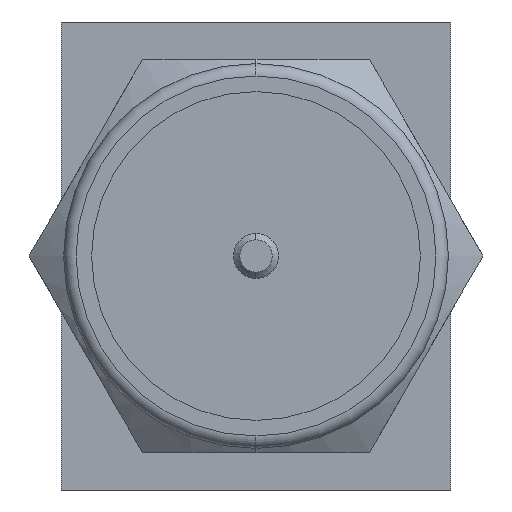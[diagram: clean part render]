
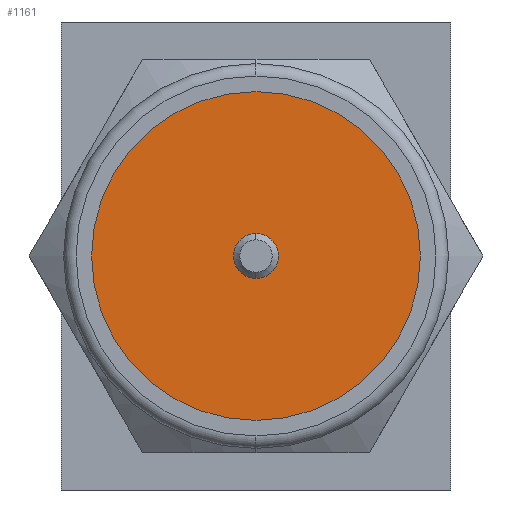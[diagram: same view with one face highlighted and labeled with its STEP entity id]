
A CAD part, left-side view. The second image highlights one B-rep face of the part: STEP entity #1161.
In plain terms, the highlighted planar face has unit normal (-1, 0, 0).
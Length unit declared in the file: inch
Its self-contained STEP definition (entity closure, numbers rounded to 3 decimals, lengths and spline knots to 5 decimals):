
#29 = ORIENTED_EDGE ( 'NONE', *, *, #1282, .T. ) ;
#48 = DIRECTION ( 'NONE',  ( 0., 0., 1. ) ) ;
#71 = VERTEX_POINT ( 'NONE', #1347 ) ;
#81 = AXIS2_PLACEMENT_3D ( 'NONE', #1501, #532, #1537 ) ;
#178 = CARTESIAN_POINT ( 'NONE',  ( -0.307, 0., 0. ) ) ;
#197 = DIRECTION ( 'NONE',  ( -1., 0., 0. ) ) ;
#273 = DIRECTION ( 'NONE',  ( -1., 0., 0. ) ) ;
#297 = EDGE_LOOP ( 'NONE', ( #29, #999 ) ) ;
#422 = AXIS2_PLACEMENT_3D ( 'NONE', #1746, #1737, #1058 ) ;
#439 = CARTESIAN_POINT ( 'NONE',  ( -0.307, 0., 0. ) ) ;
#457 = VERTEX_POINT ( 'NONE', #1323 ) ;
#460 = EDGE_CURVE ( 'NONE', #457, #1734, #1444, .T. ) ;
#532 = DIRECTION ( 'NONE',  ( -1., 0., 0. ) ) ;
#546 = ORIENTED_EDGE ( 'NONE', *, *, #1380, .F. ) ;
#568 = AXIS2_PLACEMENT_3D ( 'NONE', #439, #1008, #1572 ) ;
#575 = EDGE_LOOP ( 'NONE', ( #546, #1381 ) ) ;
#793 = EDGE_CURVE ( 'NONE', #1379, #71, #1099, .T. ) ;
#857 = FACE_BOUND ( 'NONE', #575, .T. ) ;
#868 = FACE_OUTER_BOUND ( 'NONE', #297, .T. ) ;
#999 = ORIENTED_EDGE ( 'NONE', *, *, #793, .T. ) ;
#1008 = DIRECTION ( 'NONE',  ( -1., 0., 0. ) ) ;
#1058 = DIRECTION ( 'NONE',  ( 0., 0., 1. ) ) ;
#1099 = CIRCLE ( 'NONE', #1813, 0.13171 ) ;
#1141 = DIRECTION ( 'NONE',  ( 0., 0., 1. ) ) ;
#1159 = PLANE ( 'NONE',  #568 ) ;
#1161 = ADVANCED_FACE ( 'NONE', ( #857, #868 ), #1159, .T. ) ;
#1185 = CIRCLE ( 'NONE', #81, 0.018 ) ;
#1282 = EDGE_CURVE ( 'NONE', #71, #1379, #1544, .T. ) ;
#1323 = CARTESIAN_POINT ( 'NONE',  ( -0.307, 0., 0.018 ) ) ;
#1347 = CARTESIAN_POINT ( 'NONE',  ( -0.307, 0., 0.13171 ) ) ;
#1379 = VERTEX_POINT ( 'NONE', #1784 ) ;
#1380 = EDGE_CURVE ( 'NONE', #1734, #457, #1185, .T. ) ;
#1381 = ORIENTED_EDGE ( 'NONE', *, *, #460, .F. ) ;
#1398 = AXIS2_PLACEMENT_3D ( 'NONE', #178, #197, #48 ) ;
#1444 = CIRCLE ( 'NONE', #1398, 0.018 ) ;
#1496 = CARTESIAN_POINT ( 'NONE',  ( -0.307, 0., -0.018 ) ) ;
#1501 = CARTESIAN_POINT ( 'NONE',  ( -0.307, 0., 0. ) ) ;
#1537 = DIRECTION ( 'NONE',  ( 0., 0., 1. ) ) ;
#1544 = CIRCLE ( 'NONE', #422, 0.13171 ) ;
#1545 = CARTESIAN_POINT ( 'NONE',  ( -0.307, 0., 0. ) ) ;
#1572 = DIRECTION ( 'NONE',  ( 0., 0., 1. ) ) ;
#1734 = VERTEX_POINT ( 'NONE', #1496 ) ;
#1737 = DIRECTION ( 'NONE',  ( -1., 0., 0. ) ) ;
#1746 = CARTESIAN_POINT ( 'NONE',  ( -0.307, 0., 0. ) ) ;
#1784 = CARTESIAN_POINT ( 'NONE',  ( -0.307, 0., -0.13171 ) ) ;
#1813 = AXIS2_PLACEMENT_3D ( 'NONE', #1545, #273, #1141 ) ;
